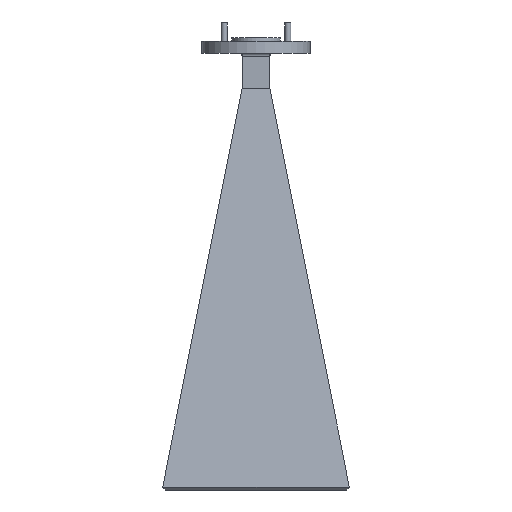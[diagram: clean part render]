
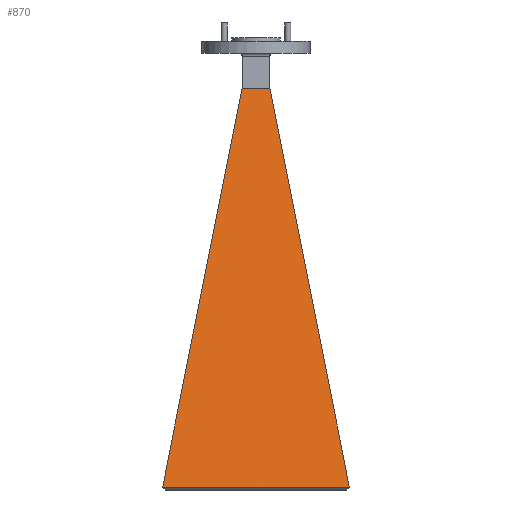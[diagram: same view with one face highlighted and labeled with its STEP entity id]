
A CAD part, front view. The second image highlights one B-rep face of the part: STEP entity #870.
In plain terms, the highlighted planar face has unit normal (0, -0.988, 0.156).
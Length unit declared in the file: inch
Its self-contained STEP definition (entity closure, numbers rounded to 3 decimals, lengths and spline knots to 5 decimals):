
#39 = VERTEX_POINT ( 'NONE', #968 ) ;
#81 = ORIENTED_EDGE ( 'NONE', *, *, #672, .T. ) ;
#116 = DIRECTION ( 'NONE',  ( 1., 0., 0. ) ) ;
#162 = LINE ( 'NONE', #932, #1197 ) ;
#177 = VECTOR ( 'NONE', #2417, 39.37008 ) ;
#238 = LINE ( 'NONE', #2410, #2013 ) ;
#366 = DIRECTION ( 'NONE',  ( -0.193, 0.153, 0.969 ) ) ;
#373 = ORIENTED_EDGE ( 'NONE', *, *, #1495, .F. ) ;
#417 = CARTESIAN_POINT ( 'NONE',  ( 0.14498, -0.09762, -0.491 ) ) ;
#672 = EDGE_CURVE ( 'NONE', #39, #2038, #238, .T. ) ;
#710 = LINE ( 'NONE', #1489, #1067 ) ;
#870 = ADVANCED_FACE ( 'NONE', ( #2488 ), #1154, .T. ) ;
#932 = CARTESIAN_POINT ( 'NONE',  ( 0.04478, -0.01802, 0.01178 ) ) ;
#935 = ORIENTED_EDGE ( 'NONE', *, *, #1924, .T. ) ;
#968 = CARTESIAN_POINT ( 'NONE',  ( -0.97046, -0.75334, -4.63278 ) ) ;
#1062 = CARTESIAN_POINT ( 'NONE',  ( 0., -0.09762, -0.491 ) ) ;
#1067 = VECTOR ( 'NONE', #1728, 39.37008 ) ;
#1154 = PLANE ( 'NONE',  #1163 ) ;
#1163 = AXIS2_PLACEMENT_3D ( 'NONE', #1523, #1926, #1338 ) ;
#1197 = VECTOR ( 'NONE', #366, 39.37008 ) ;
#1338 = DIRECTION ( 'NONE',  ( 0., -0.156, -0.988 ) ) ;
#1489 = CARTESIAN_POINT ( 'NONE',  ( -0.04478, -0.01802, 0.01178 ) ) ;
#1495 = EDGE_CURVE ( 'NONE', #39, #1994, #710, .T. ) ;
#1523 = CARTESIAN_POINT ( 'NONE',  ( 0., -0.0194, 0.00307 ) ) ;
#1584 = CARTESIAN_POINT ( 'NONE',  ( -0.14498, -0.09762, -0.491 ) ) ;
#1650 = LINE ( 'NONE', #1062, #177 ) ;
#1668 = EDGE_CURVE ( 'NONE', #2328, #1994, #1650, .T. ) ;
#1728 = DIRECTION ( 'NONE',  ( 0.193, 0.153, 0.969 ) ) ;
#1924 = EDGE_CURVE ( 'NONE', #2038, #2328, #162, .T. ) ;
#1926 = DIRECTION ( 'NONE',  ( 0., -0.988, 0.156 ) ) ;
#1994 = VERTEX_POINT ( 'NONE', #1584 ) ;
#2013 = VECTOR ( 'NONE', #116, 39.37008 ) ;
#2038 = VERTEX_POINT ( 'NONE', #2161 ) ;
#2069 = EDGE_LOOP ( 'NONE', ( #373, #81, #935, #2265 ) ) ;
#2161 = CARTESIAN_POINT ( 'NONE',  ( 0.97046, -0.75334, -4.63278 ) ) ;
#2265 = ORIENTED_EDGE ( 'NONE', *, *, #1668, .T. ) ;
#2328 = VERTEX_POINT ( 'NONE', #417 ) ;
#2410 = CARTESIAN_POINT ( 'NONE',  ( 0., -0.75334, -4.63278 ) ) ;
#2417 = DIRECTION ( 'NONE',  ( -1., 0., 0. ) ) ;
#2488 = FACE_OUTER_BOUND ( 'NONE', #2069, .T. ) ;
